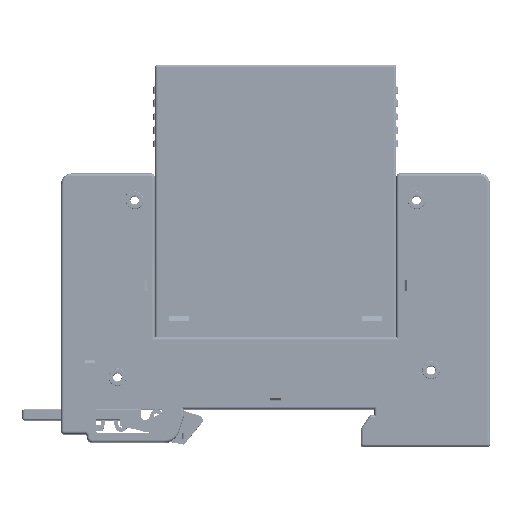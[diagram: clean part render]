
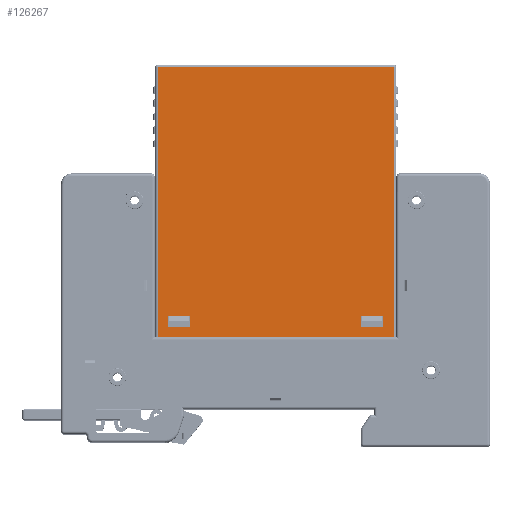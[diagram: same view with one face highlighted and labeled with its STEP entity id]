
A CAD part, top view. The second image highlights one B-rep face of the part: STEP entity #126267.
In plain terms, the highlighted face is planar.
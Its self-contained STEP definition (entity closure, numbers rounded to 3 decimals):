
#121751=DIRECTION('',(-1.,0.,0.));
#121752=VECTOR('',#121751,44.);
#121753=CARTESIAN_POINT('',(22.,8.8,0.));
#121754=LINE('',#121753,#121752);
#121832=DIRECTION('',(0.,0.,1.));
#121833=VECTOR('',#121832,50.3);
#121834=CARTESIAN_POINT('',(-22.,8.8,0.));
#121835=LINE('',#121834,#121833);
#121846=DIRECTION('',(1.,0.,0.));
#121847=VECTOR('',#121846,44.);
#121848=CARTESIAN_POINT('',(-22.,8.8,50.3));
#121849=LINE('',#121848,#121847);
#121853=DIRECTION('',(0.,0.,-1.));
#121854=VECTOR('',#121853,2.);
#121855=CARTESIAN_POINT('',(-20.,8.8,3.9));
#121856=LINE('',#121855,#121854);
#121881=DIRECTION('',(1.,0.,0.));
#121882=VECTOR('',#121881,4.);
#121883=CARTESIAN_POINT('',(-20.,8.8,1.9));
#121884=LINE('',#121883,#121882);
#121909=DIRECTION('',(0.,0.,1.));
#121910=VECTOR('',#121909,2.);
#121911=CARTESIAN_POINT('',(-16.,8.8,1.9));
#121912=LINE('',#121911,#121910);
#121937=DIRECTION('',(-1.,0.,0.));
#121938=VECTOR('',#121937,4.);
#121939=CARTESIAN_POINT('',(-16.,8.8,3.9));
#121940=LINE('',#121939,#121938);
#122065=DIRECTION('',(0.,0.,-1.));
#122066=VECTOR('',#122065,2.);
#122067=CARTESIAN_POINT('',(16.,8.8,3.9));
#122068=LINE('',#122067,#122066);
#122093=DIRECTION('',(1.,0.,0.));
#122094=VECTOR('',#122093,4.);
#122095=CARTESIAN_POINT('',(16.,8.8,1.9));
#122096=LINE('',#122095,#122094);
#122121=DIRECTION('',(0.,0.,1.));
#122122=VECTOR('',#122121,2.);
#122123=CARTESIAN_POINT('',(20.,8.8,1.9));
#122124=LINE('',#122123,#122122);
#122149=DIRECTION('',(-1.,0.,0.));
#122150=VECTOR('',#122149,4.);
#122151=CARTESIAN_POINT('',(20.,8.8,3.9));
#122152=LINE('',#122151,#122150);
#123526=DIRECTION('',(0.,0.,-1.));
#123527=VECTOR('',#123526,50.3);
#123528=CARTESIAN_POINT('',(22.,8.8,50.3));
#123529=LINE('',#123528,#123527);
#125605=CARTESIAN_POINT('',(-20.,8.8,3.9));
#125606=CARTESIAN_POINT('',(-20.,8.8,1.9));
#125607=VERTEX_POINT('',#125605);
#125608=VERTEX_POINT('',#125606);
#125613=CARTESIAN_POINT('',(-16.,8.8,1.9));
#125614=VERTEX_POINT('',#125613);
#125617=CARTESIAN_POINT('',(-16.,8.8,3.9));
#125618=VERTEX_POINT('',#125617);
#125621=CARTESIAN_POINT('',(16.,8.8,3.9));
#125622=CARTESIAN_POINT('',(16.,8.8,1.9));
#125623=VERTEX_POINT('',#125621);
#125624=VERTEX_POINT('',#125622);
#125629=CARTESIAN_POINT('',(20.,8.8,1.9));
#125630=VERTEX_POINT('',#125629);
#125633=CARTESIAN_POINT('',(20.,8.8,3.9));
#125634=VERTEX_POINT('',#125633);
#125638=CARTESIAN_POINT('',(-22.,8.8,0.));
#125640=VERTEX_POINT('',#125638);
#125641=CARTESIAN_POINT('',(22.,8.8,0.));
#125643=VERTEX_POINT('',#125641);
#125677=CARTESIAN_POINT('',(-22.,8.8,50.3));
#125678=CARTESIAN_POINT('',(22.,8.8,50.3));
#125679=VERTEX_POINT('',#125677);
#125680=VERTEX_POINT('',#125678);
#126234=CARTESIAN_POINT('',(-22.5,8.8,0.));
#126235=DIRECTION('',(0.,-1.,0.));
#126236=DIRECTION('',(0.,0.,1.));
#126237=AXIS2_PLACEMENT_3D('',#126234,#126235,#126236);
#126238=PLANE('',#126237);
#126240=ORIENTED_EDGE('',*,*,#126239,.F.);
#126242=ORIENTED_EDGE('',*,*,#126241,.F.);
#126243=ORIENTED_EDGE('',*,*,#126217,.F.);
#126244=ORIENTED_EDGE('',*,*,#126166,.F.);
#126245=EDGE_LOOP('',(#126240,#126242,#126243,#126244));
#126246=FACE_OUTER_BOUND('',#126245,.F.);
#126248=ORIENTED_EDGE('',*,*,#126247,.F.);
#126250=ORIENTED_EDGE('',*,*,#126249,.F.);
#126252=ORIENTED_EDGE('',*,*,#126251,.F.);
#126254=ORIENTED_EDGE('',*,*,#126253,.F.);
#126255=EDGE_LOOP('',(#126248,#126250,#126252,#126254));
#126256=FACE_BOUND('',#126255,.F.);
#126258=ORIENTED_EDGE('',*,*,#126257,.F.);
#126260=ORIENTED_EDGE('',*,*,#126259,.F.);
#126262=ORIENTED_EDGE('',*,*,#126261,.F.);
#126264=ORIENTED_EDGE('',*,*,#126263,.F.);
#126265=EDGE_LOOP('',(#126258,#126260,#126262,#126264));
#126266=FACE_BOUND('',#126265,.F.);
#126166=EDGE_CURVE('',#125643,#125640,#121754,.T.);
#126217=EDGE_CURVE('',#125640,#125679,#121835,.T.);
#126239=EDGE_CURVE('',#125680,#125643,#123529,.T.);
#126241=EDGE_CURVE('',#125679,#125680,#121849,.T.);
#126247=EDGE_CURVE('',#125623,#125624,#122068,.T.);
#126249=EDGE_CURVE('',#125634,#125623,#122152,.T.);
#126251=EDGE_CURVE('',#125630,#125634,#122124,.T.);
#126253=EDGE_CURVE('',#125624,#125630,#122096,.T.);
#126257=EDGE_CURVE('',#125607,#125608,#121856,.T.);
#126259=EDGE_CURVE('',#125618,#125607,#121940,.T.);
#126261=EDGE_CURVE('',#125614,#125618,#121912,.T.);
#126263=EDGE_CURVE('',#125608,#125614,#121884,.T.);
#126267=ADVANCED_FACE('',(#126246,#126256,#126266),#126238,.F.);
